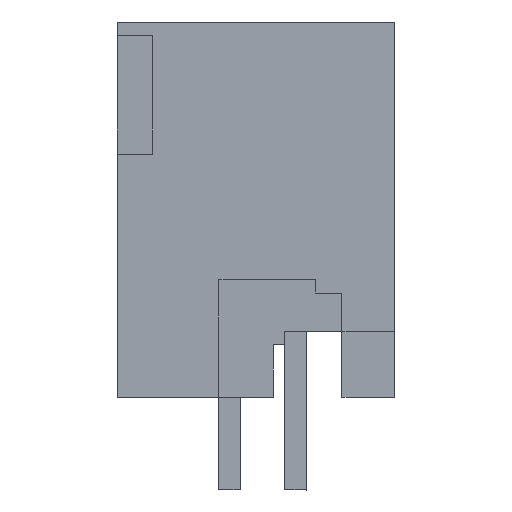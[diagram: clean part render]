
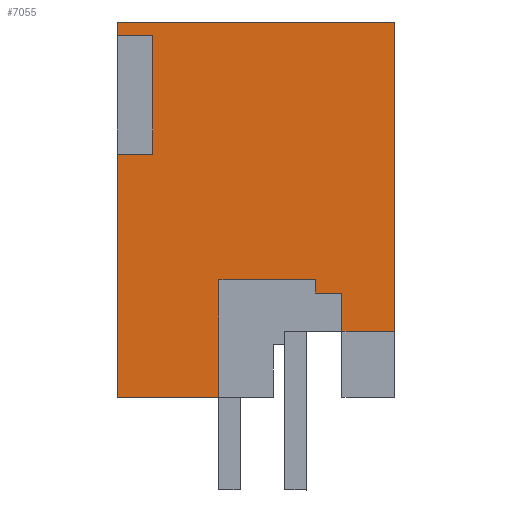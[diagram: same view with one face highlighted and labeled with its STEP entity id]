
A CAD part, left-side view. The second image highlights one B-rep face of the part: STEP entity #7055.
In plain terms, the highlighted planar face has unit normal (-1, 0, 0).
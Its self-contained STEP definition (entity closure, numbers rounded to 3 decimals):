
#6983=AXIS2_PLACEMENT_3D('Plane Axis2P3D',#6980,#6981,#6982) ;
#1370=CARTESIAN_POINT('Vertex',(0.,6.65,3.5)) ;
#1373=CARTESIAN_POINT('Line Origine',(0.,8.575,3.5)) ;
#1377=CARTESIAN_POINT('Vertex',(0.,10.5,3.5)) ;
#2708=CARTESIAN_POINT('Vertex',(0.,2.,6.)) ;
#2711=CARTESIAN_POINT('Line Origine',(0.,2.,6.725)) ;
#2715=CARTESIAN_POINT('Vertex',(0.,2.,7.45)) ;
#2747=CARTESIAN_POINT('Line Origine',(0.,2.5,7.45)) ;
#2751=CARTESIAN_POINT('Vertex',(0.,3.,7.45)) ;
#2769=CARTESIAN_POINT('Line Origine',(0.,3.,7.7)) ;
#2773=CARTESIAN_POINT('Vertex',(0.,3.,7.95)) ;
#2798=CARTESIAN_POINT('Line Origine',(0.,4.825,7.95)) ;
#2802=CARTESIAN_POINT('Vertex',(0.,6.65,7.95)) ;
#2827=CARTESIAN_POINT('Line Origine',(0.,6.65,5.725)) ;
#6980=CARTESIAN_POINT('Axis2P3D Location',(0.,10.5,0.)) ;
#6985=CARTESIAN_POINT('Line Origine',(0.,10.5,8.1)) ;
#6989=CARTESIAN_POINT('Vertex',(0.,10.5,12.7)) ;
#6992=CARTESIAN_POINT('Line Origine',(0.,1.,6.)) ;
#6996=CARTESIAN_POINT('Vertex',(0.,0.,6.)) ;
#6999=CARTESIAN_POINT('Line Origine',(0.,0.,11.85)) ;
#7003=CARTESIAN_POINT('Vertex',(0.,0.,17.7)) ;
#7006=CARTESIAN_POINT('Line Origine',(0.,5.25,17.7)) ;
#7010=CARTESIAN_POINT('Vertex',(0.,10.5,17.7)) ;
#7013=CARTESIAN_POINT('Line Origine',(0.,10.5,17.45)) ;
#7017=CARTESIAN_POINT('Vertex',(0.,10.5,17.2)) ;
#7020=CARTESIAN_POINT('Line Origine',(0.,9.825,17.2)) ;
#7024=CARTESIAN_POINT('Vertex',(0.,9.15,17.2)) ;
#7027=CARTESIAN_POINT('Line Origine',(0.,9.15,14.95)) ;
#7031=CARTESIAN_POINT('Vertex',(0.,9.15,12.7)) ;
#7034=CARTESIAN_POINT('Line Origine',(0.,9.825,12.7)) ;
#1374=DIRECTION('Vector Direction',(0.,1.,0.)) ;
#2712=DIRECTION('Vector Direction',(0.,0.,-1.)) ;
#2748=DIRECTION('Vector Direction',(0.,1.,0.)) ;
#2770=DIRECTION('Vector Direction',(0.,0.,1.)) ;
#2799=DIRECTION('Vector Direction',(0.,1.,0.)) ;
#2828=DIRECTION('Vector Direction',(0.,0.,1.)) ;
#6981=DIRECTION('Axis2P3D Direction',(-1.,0.,0.)) ;
#6982=DIRECTION('Axis2P3D XDirection',(0.,0.,1.)) ;
#6986=DIRECTION('Vector Direction',(0.,0.,1.)) ;
#6993=DIRECTION('Vector Direction',(0.,1.,0.)) ;
#7000=DIRECTION('Vector Direction',(0.,0.,1.)) ;
#7007=DIRECTION('Vector Direction',(0.,1.,0.)) ;
#7014=DIRECTION('Vector Direction',(0.,0.,1.)) ;
#7021=DIRECTION('Vector Direction',(0.,-1.,0.)) ;
#7028=DIRECTION('Vector Direction',(0.,0.,-1.)) ;
#7035=DIRECTION('Vector Direction',(0.,-1.,0.)) ;
#1375=VECTOR('Line Direction',#1374,1.) ;
#2713=VECTOR('Line Direction',#2712,1.) ;
#2749=VECTOR('Line Direction',#2748,1.) ;
#2771=VECTOR('Line Direction',#2770,1.) ;
#2800=VECTOR('Line Direction',#2799,1.) ;
#2829=VECTOR('Line Direction',#2828,1.) ;
#6987=VECTOR('Line Direction',#6986,1.) ;
#6994=VECTOR('Line Direction',#6993,1.) ;
#7001=VECTOR('Line Direction',#7000,1.) ;
#7008=VECTOR('Line Direction',#7007,1.) ;
#7015=VECTOR('Line Direction',#7014,1.) ;
#7022=VECTOR('Line Direction',#7021,1.) ;
#7029=VECTOR('Line Direction',#7028,1.) ;
#7036=VECTOR('Line Direction',#7035,1.) ;
#7040=ORIENTED_EDGE('',*,*,#6991,.T.) ;
#7041=ORIENTED_EDGE('',*,*,#1379,.T.) ;
#7042=ORIENTED_EDGE('',*,*,#2831,.T.) ;
#7043=ORIENTED_EDGE('',*,*,#2804,.T.) ;
#7044=ORIENTED_EDGE('',*,*,#2775,.T.) ;
#7045=ORIENTED_EDGE('',*,*,#2753,.T.) ;
#7046=ORIENTED_EDGE('',*,*,#2717,.T.) ;
#7047=ORIENTED_EDGE('',*,*,#6998,.T.) ;
#7048=ORIENTED_EDGE('',*,*,#7005,.T.) ;
#7049=ORIENTED_EDGE('',*,*,#7012,.T.) ;
#7050=ORIENTED_EDGE('',*,*,#7019,.T.) ;
#7051=ORIENTED_EDGE('',*,*,#7026,.F.) ;
#7052=ORIENTED_EDGE('',*,*,#7033,.F.) ;
#7053=ORIENTED_EDGE('',*,*,#7038,.F.) ;
#7055=ADVANCED_FACE('HOUSING',(#7054),#6984,.T.) ;
#1379=EDGE_CURVE('',#1378,#1371,#1376,.F.) ;
#2717=EDGE_CURVE('',#2716,#2709,#2714,.T.) ;
#2753=EDGE_CURVE('',#2752,#2716,#2750,.F.) ;
#2775=EDGE_CURVE('',#2774,#2752,#2772,.F.) ;
#2804=EDGE_CURVE('',#2803,#2774,#2801,.F.) ;
#2831=EDGE_CURVE('',#1371,#2803,#2830,.T.) ;
#6991=EDGE_CURVE('',#6990,#1378,#6988,.F.) ;
#6998=EDGE_CURVE('',#2709,#6997,#6995,.F.) ;
#7005=EDGE_CURVE('',#6997,#7004,#7002,.T.) ;
#7012=EDGE_CURVE('',#7004,#7011,#7009,.T.) ;
#7019=EDGE_CURVE('',#7011,#7018,#7016,.F.) ;
#7026=EDGE_CURVE('',#7025,#7018,#7023,.F.) ;
#7033=EDGE_CURVE('',#7032,#7025,#7030,.F.) ;
#7038=EDGE_CURVE('',#6990,#7032,#7037,.T.) ;
#7039=EDGE_LOOP('',(#7040,#7041,#7042,#7043,#7044,#7045,#7046,#7047,#7048,#7049,#7050,#7051,#7052,#7053)) ;
#7054=FACE_OUTER_BOUND('',#7039,.T.) ;
#1376=LINE('Line',#1373,#1375) ;
#2714=LINE('Line',#2711,#2713) ;
#2750=LINE('Line',#2747,#2749) ;
#2772=LINE('Line',#2769,#2771) ;
#2801=LINE('Line',#2798,#2800) ;
#2830=LINE('Line',#2827,#2829) ;
#6988=LINE('Line',#6985,#6987) ;
#6995=LINE('Line',#6992,#6994) ;
#7002=LINE('Line',#6999,#7001) ;
#7009=LINE('Line',#7006,#7008) ;
#7016=LINE('Line',#7013,#7015) ;
#7023=LINE('Line',#7020,#7022) ;
#7030=LINE('Line',#7027,#7029) ;
#7037=LINE('Line',#7034,#7036) ;
#6984=PLANE('',#6983) ;
#1371=VERTEX_POINT('',#1370) ;
#1378=VERTEX_POINT('',#1377) ;
#2709=VERTEX_POINT('',#2708) ;
#2716=VERTEX_POINT('',#2715) ;
#2752=VERTEX_POINT('',#2751) ;
#2774=VERTEX_POINT('',#2773) ;
#2803=VERTEX_POINT('',#2802) ;
#6990=VERTEX_POINT('',#6989) ;
#6997=VERTEX_POINT('',#6996) ;
#7004=VERTEX_POINT('',#7003) ;
#7011=VERTEX_POINT('',#7010) ;
#7018=VERTEX_POINT('',#7017) ;
#7025=VERTEX_POINT('',#7024) ;
#7032=VERTEX_POINT('',#7031) ;
